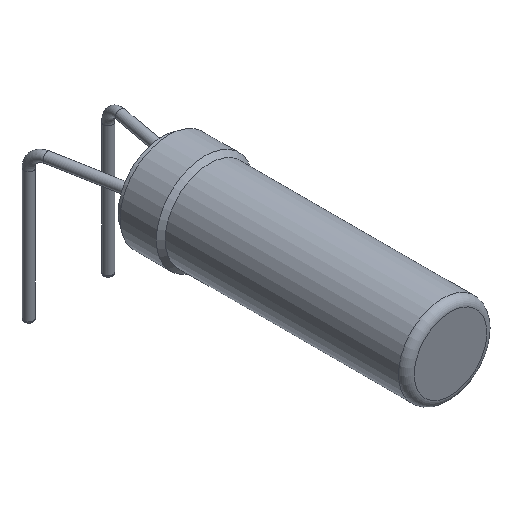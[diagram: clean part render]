
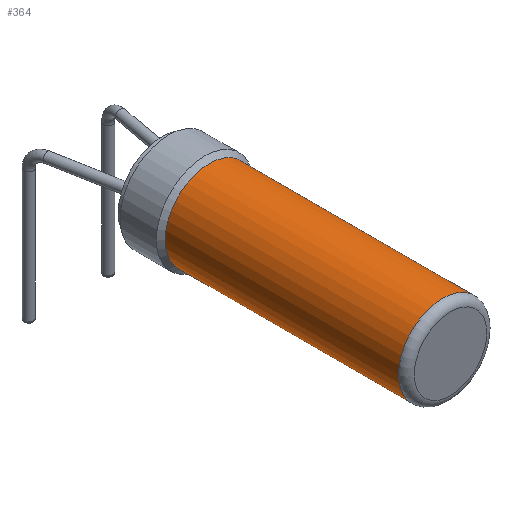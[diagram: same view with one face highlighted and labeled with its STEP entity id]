
A CAD part, isometric view. The second image highlights one B-rep face of the part: STEP entity #364.
In plain terms, the highlighted cylindrical face has radius 1.409 mm (diameter 2.818 mm), a full revolution.
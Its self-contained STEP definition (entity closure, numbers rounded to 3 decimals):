
#319 = VERTEX_POINT('',#320);
#320 = CARTESIAN_POINT('',(1.27,-4.5,0.141));
#326 = EDGE_CURVE('',#319,#319,#327,.T.);
#327 = CIRCLE('',#328,1.409);
#328 = AXIS2_PLACEMENT_3D('',#329,#330,#331);
#329 = CARTESIAN_POINT('',(1.27,-4.5,1.55));
#330 = DIRECTION('',(0.,1.,0.));
#331 = DIRECTION('',(1.,0.,0.));
#364 = ADVANCED_FACE('',(#365),#384,.T.);
#365 = FACE_BOUND('',#366,.F.);
#366 = EDGE_LOOP('',(#367,#375,#376,#377));
#367 = ORIENTED_EDGE('',*,*,#368,.F.);
#368 = EDGE_CURVE('',#319,#369,#371,.T.);
#369 = VERTEX_POINT('',#370);
#370 = CARTESIAN_POINT('',(1.27,-11.95,0.141));
#371 = LINE('',#372,#373);
#372 = CARTESIAN_POINT('',(1.27,-3.2,0.141));
#373 = VECTOR('',#374,1.);
#374 = DIRECTION('',(0.,-1.,0.));
#375 = ORIENTED_EDGE('',*,*,#326,.T.);
#376 = ORIENTED_EDGE('',*,*,#368,.T.);
#377 = ORIENTED_EDGE('',*,*,#378,.T.);
#378 = EDGE_CURVE('',#369,#369,#379,.T.);
#379 = CIRCLE('',#380,1.409);
#380 = AXIS2_PLACEMENT_3D('',#381,#382,#383);
#381 = CARTESIAN_POINT('',(1.27,-11.95,1.55));
#382 = DIRECTION('',(0.,-1.,0.));
#383 = DIRECTION('',(0.,0.,-1.));
#384 = CYLINDRICAL_SURFACE('',#385,1.409);
#385 = AXIS2_PLACEMENT_3D('',#386,#387,#388);
#386 = CARTESIAN_POINT('',(1.27,-3.2,1.55));
#387 = DIRECTION('',(0.,1.,0.));
#388 = DIRECTION('',(0.,0.,-1.));
